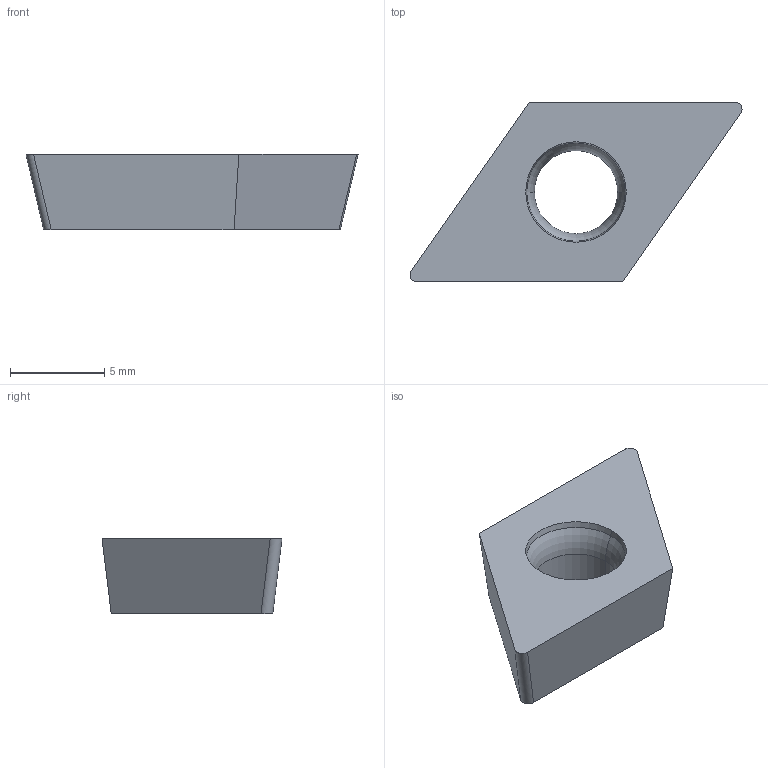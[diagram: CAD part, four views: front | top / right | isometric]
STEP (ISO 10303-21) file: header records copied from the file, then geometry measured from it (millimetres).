
FILE_DESCRIPTION((''),'2;1');
FILE_NAME('201-002-000_C_QU1','2017-06-06T',('piechottad'),(''),'CREO PARAMETRIC BY PTC INC, 2016380','CREO PARAMETRIC BY PTC INC, 2016380','');
FILE_SCHEMA(('AUTOMOTIVE_DESIGN { 1 0 10303 214 1 1 1 1 }'));
Length unit declared in the file: millimetre
Products named in the file (1): 201-002-000_C_QU1
Bounding box: 17.57 x 9.53 x 3.97 mm (x, y, z)
Volume: 330 mm3; surface area: 391.6 mm2
Topology: 1 solids, 1 shells, 14 faces, 38 edges, 26 vertices
Faces by surface type: plane 6, cylinder 4, torus 2, cone 2
Entity records: 975 total; most frequent: CARTESIAN_POINT 130, DIRECTION 88, ORIENTED_EDGE 64, PRESENTATION_STYLE_ASSIGNMENT 51, STYLED_ITEM 51, CURVE_STYLE 49, PROPERTY_DEFINITION 42, REPRESENTATION 41
